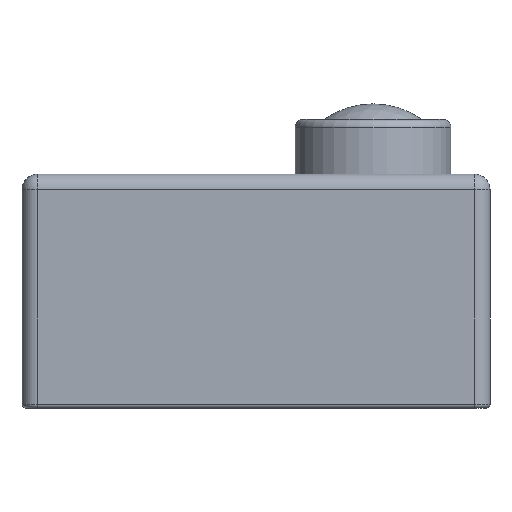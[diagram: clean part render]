
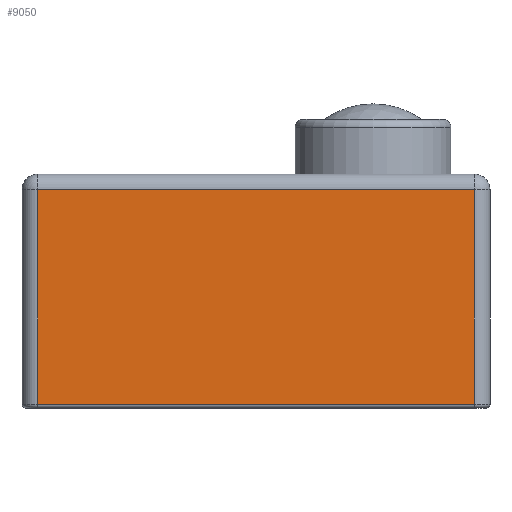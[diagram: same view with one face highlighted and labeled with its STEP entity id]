
A CAD part, front view. The second image highlights one B-rep face of the part: STEP entity #9050.
In plain terms, the highlighted planar face has unit normal (0, -1, 0).
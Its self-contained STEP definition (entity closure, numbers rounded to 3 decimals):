
#27 = EDGE_CURVE ( 'NONE', #984, #3506, #6172, .T. ) ;
#213 = EDGE_CURVE ( 'NONE', #3456, #3359, #8669, .T. ) ;
#984 = VERTEX_POINT ( 'NONE', #8701 ) ;
#1488 = ORIENTED_EDGE ( 'NONE', *, *, #9118, .T. ) ;
#1555 = ORIENTED_EDGE ( 'NONE', *, *, #213, .T. ) ;
#1560 = ORIENTED_EDGE ( 'NONE', *, *, #7853, .T. ) ;
#1766 = ORIENTED_EDGE ( 'NONE', *, *, #27, .T. ) ;
#1872 = VECTOR ( 'NONE', #8858, 1000. ) ;
#2241 = VECTOR ( 'NONE', #7616, 1000. ) ;
#3359 = VERTEX_POINT ( 'NONE', #7409 ) ;
#3456 = VERTEX_POINT ( 'NONE', #7428 ) ;
#3506 = VERTEX_POINT ( 'NONE', #7446 ) ;
#3556 = VECTOR ( 'NONE', #6150, 1000. ) ;
#4507 = FACE_OUTER_BOUND ( 'NONE', #6033, .T. ) ;
#4508 = PLANE ( 'NONE',  #5566 ) ;
#4518 = CARTESIAN_POINT ( 'NONE',  ( 30., -21., -30. ) ) ;
#4519 = DIRECTION ( 'NONE',  ( 0., -1., 0. ) ) ;
#4520 = DIRECTION ( 'NONE',  ( 0., 0., -1. ) ) ;
#4950 = LINE ( 'NONE', #4951, #7260 ) ;
#4951 = CARTESIAN_POINT ( 'NONE',  ( 30., -21., -2. ) ) ;
#4952 = DIRECTION ( 'NONE',  ( -1., 0., 0. ) ) ;
#5566 = AXIS2_PLACEMENT_3D ( 'NONE', #4518, #4519, #4520 ) ;
#6033 = EDGE_LOOP ( 'NONE', ( #1555, #1560, #1766, #1488 ) ) ;
#6150 = DIRECTION ( 'NONE',  ( 0., 0., 1. ) ) ;
#6172 = LINE ( 'NONE', #6199, #3556 ) ;
#6199 = CARTESIAN_POINT ( 'NONE',  ( 28., -21., -30. ) ) ;
#7260 = VECTOR ( 'NONE', #4952, 1000. ) ;
#7409 = CARTESIAN_POINT ( 'NONE',  ( -28., -21., -29.5 ) ) ;
#7428 = CARTESIAN_POINT ( 'NONE',  ( -28., -21., -2. ) ) ;
#7446 = CARTESIAN_POINT ( 'NONE',  ( 28., -21., -2. ) ) ;
#7566 = CARTESIAN_POINT ( 'NONE',  ( 28., -21., -29.5 ) ) ;
#7571 = LINE ( 'NONE', #7566, #2241 ) ;
#7616 = DIRECTION ( 'NONE',  ( 1., 0., 0. ) ) ;
#7853 = EDGE_CURVE ( 'NONE', #3359, #984, #7571, .T. ) ;
#8480 = CARTESIAN_POINT ( 'NONE',  ( -28., -21., -30. ) ) ;
#8669 = LINE ( 'NONE', #8480, #1872 ) ;
#8701 = CARTESIAN_POINT ( 'NONE',  ( 28., -21., -29.5 ) ) ;
#8858 = DIRECTION ( 'NONE',  ( 0., 0., -1. ) ) ;
#9050 = ADVANCED_FACE ( 'NONE', ( #4507 ), #4508, .T. ) ;
#9118 = EDGE_CURVE ( 'NONE', #3506, #3456, #4950, .T. ) ;
